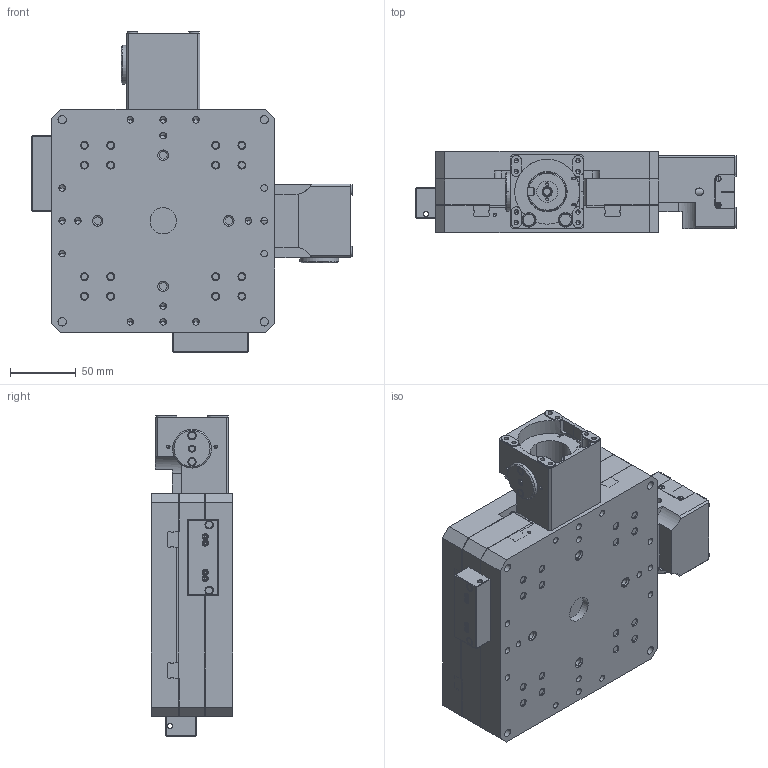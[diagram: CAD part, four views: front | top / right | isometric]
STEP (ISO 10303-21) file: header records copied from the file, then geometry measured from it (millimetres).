
FILE_DESCRIPTION((''),'2;1');
FILE_NAME('5102_20-30--39103_ASM','2018-10-11T10:50:12',('hp'),(''),'CREO PARAMETRIC BY PTC INC, 2018190','CREO PARAMETRIC BY PTC INC, 2018190','');
FILE_SCHEMA(('CONFIG_CONTROL_DESIGN'));
Length unit declared in the file: millimetre
Products named in the file (4): 5102_20-30--39103_BASE; 5102_20-30--39103_CROSS_SLIDE; 5102_20-30--39103_TOP_SLIDE; 5102_20-30--39103_ASM
Assembly tree (3 placements, depth 2):
  5102_20-30--39103_ASM
    5102_20-30--39103_BASE
    5102_20-30--39103_CROSS_SLIDE
    5102_20-30--39103_TOP_SLIDE
Bounding box: 244.05 x 62 x 244.05 mm (x, y, z)
Volume: 2107088.3 mm3; surface area: 327041.8 mm2
Topology: 5 solids, 22 shells, 2152 faces, 5086 edges, 3420 vertices
Faces by surface type: cylinder 1006, plane 738, cone 312, torus 96
Entity records: 62316 total; most frequent: DIRECTION 11772, CARTESIAN_POINT 10895, ORIENTED_EDGE 9648, EDGE_CURVE 4824, AXIS2_PLACEMENT_3D 4684, VERTEX_POINT 3104, EDGE_LOOP 2634, CIRCLE 2516
